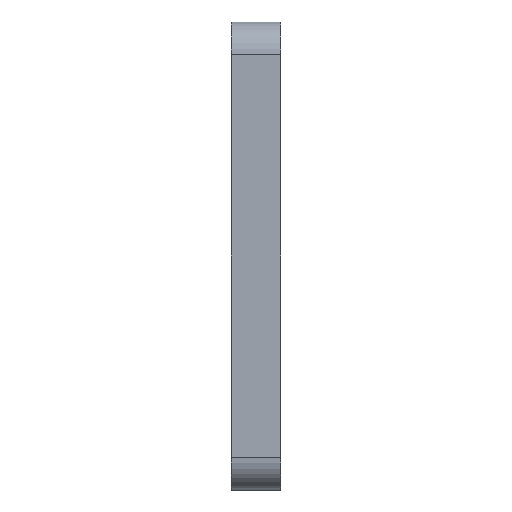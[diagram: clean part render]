
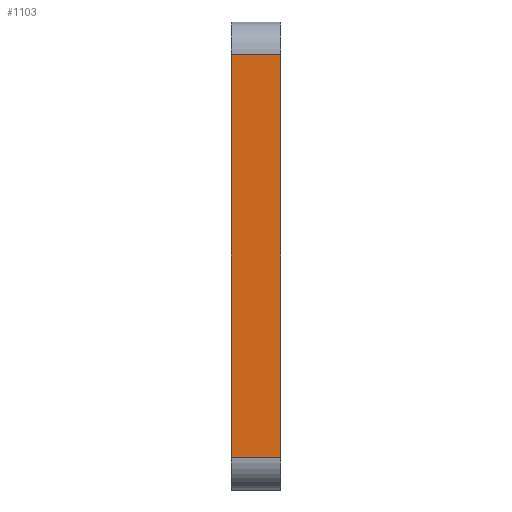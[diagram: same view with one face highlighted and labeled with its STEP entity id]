
A CAD part, left-side view. The second image highlights one B-rep face of the part: STEP entity #1103.
In plain terms, the highlighted planar face has unit normal (-1, 0, 0).
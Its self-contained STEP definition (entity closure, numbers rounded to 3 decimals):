
#35 = EDGE_CURVE ( 'NONE', #808, #299, #251, .T. ) ;
#43 = CARTESIAN_POINT ( 'NONE',  ( -45., 6.35, 25.825 ) ) ;
#50 = EDGE_CURVE ( 'NONE', #1110, #808, #1134, .T. ) ;
#167 = FACE_OUTER_BOUND ( 'NONE', #680, .T. ) ;
#168 = VECTOR ( 'NONE', #741, 1000. ) ;
#169 = CARTESIAN_POINT ( 'NONE',  ( -45., 0., -25.825 ) ) ;
#184 = CARTESIAN_POINT ( 'NONE',  ( -45., 0., -25.825 ) ) ;
#246 = DIRECTION ( 'NONE',  ( 0., -1., 0. ) ) ;
#251 = LINE ( 'NONE', #169, #1160 ) ;
#299 = VERTEX_POINT ( 'NONE', #472 ) ;
#313 = ORIENTED_EDGE ( 'NONE', *, *, #35, .T. ) ;
#377 = EDGE_CURVE ( 'NONE', #777, #299, #511, .T. ) ;
#410 = ORIENTED_EDGE ( 'NONE', *, *, #50, .T. ) ;
#472 = CARTESIAN_POINT ( 'NONE',  ( -45., 0., 25.825 ) ) ;
#508 = DIRECTION ( 'NONE',  ( 1., 0., 0. ) ) ;
#511 = LINE ( 'NONE', #43, #168 ) ;
#523 = CARTESIAN_POINT ( 'NONE',  ( -45., 6.35, -25.825 ) ) ;
#524 = EDGE_CURVE ( 'NONE', #1110, #777, #1142, .T. ) ;
#603 = DIRECTION ( 'NONE',  ( 0., 0., -1. ) ) ;
#612 = CARTESIAN_POINT ( 'NONE',  ( -45., 6.35, -25.825 ) ) ;
#613 = CARTESIAN_POINT ( 'NONE',  ( -45., 6.35, -25.825 ) ) ;
#623 = CARTESIAN_POINT ( 'NONE',  ( -45., 6.35, 25.825 ) ) ;
#653 = VECTOR ( 'NONE', #1143, 1000. ) ;
#680 = EDGE_LOOP ( 'NONE', ( #313, #766, #842, #410 ) ) ;
#741 = DIRECTION ( 'NONE',  ( 0., -1., 0. ) ) ;
#766 = ORIENTED_EDGE ( 'NONE', *, *, #377, .F. ) ;
#777 = VERTEX_POINT ( 'NONE', #623 ) ;
#808 = VERTEX_POINT ( 'NONE', #184 ) ;
#842 = ORIENTED_EDGE ( 'NONE', *, *, #524, .F. ) ;
#854 = AXIS2_PLACEMENT_3D ( 'NONE', #523, #508, #603 ) ;
#856 = CARTESIAN_POINT ( 'NONE',  ( -45., 6.35, -25.825 ) ) ;
#968 = PLANE ( 'NONE',  #854 ) ;
#1072 = DIRECTION ( 'NONE',  ( 0., 0., 1. ) ) ;
#1103 = ADVANCED_FACE ( 'NONE', ( #167 ), #968, .F. ) ;
#1104 = VECTOR ( 'NONE', #246, 1000. ) ;
#1110 = VERTEX_POINT ( 'NONE', #612 ) ;
#1134 = LINE ( 'NONE', #613, #1104 ) ;
#1142 = LINE ( 'NONE', #856, #653 ) ;
#1143 = DIRECTION ( 'NONE',  ( 0., 0., 1. ) ) ;
#1160 = VECTOR ( 'NONE', #1072, 1000. ) ;
